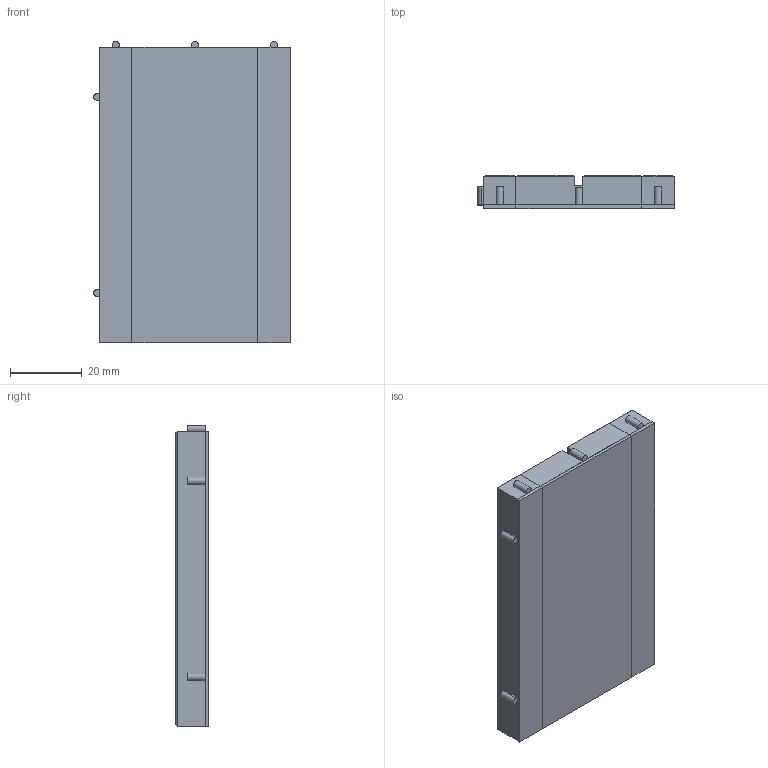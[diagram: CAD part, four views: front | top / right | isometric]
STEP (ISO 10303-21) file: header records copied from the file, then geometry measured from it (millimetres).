
FILE_DESCRIPTION (( 'STEP AP214' ), '1' );
FILE_NAME ('ssb01a.STEP', '2019-07-26T21:15:34', ( '' ), ( '' ), 'SwSTEP 2.0', 'SolidWorks 2016', '' );
FILE_SCHEMA (( 'AUTOMOTIVE_DESIGN' ));
Length unit declared in the file: millimetre
Products named in the file (1): ssb01a
Bounding box: 54.6 x 9.3 x 83.7 mm (x, y, z)
Volume: 36439.5 mm3; surface area: 26611.2 mm2
Topology: 3 solids, 3 shells, 5746 faces, 13730 edges, 8598 vertices
Faces by surface type: plane 4682, bspline 958, cylinder 74, cone 32
Entity records: 275790 total; most frequent: CARTESIAN_POINT 87633, ORIENTED_EDGE 27460, DIRECTION 21542, EDGE_CURVE 13730, VECTOR 11536, LINE 11536, VERTEX_POINT 8598, EDGE_LOOP 6354
